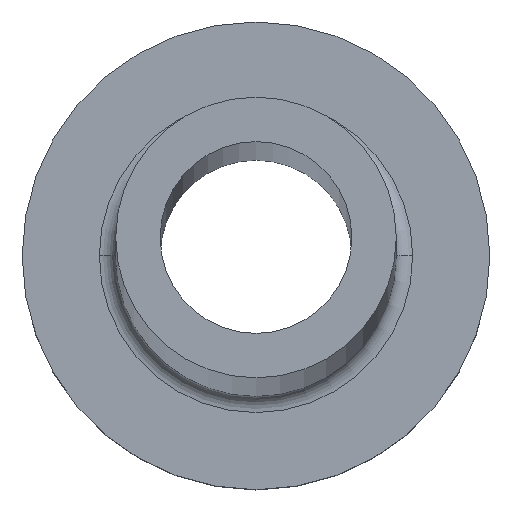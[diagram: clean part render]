
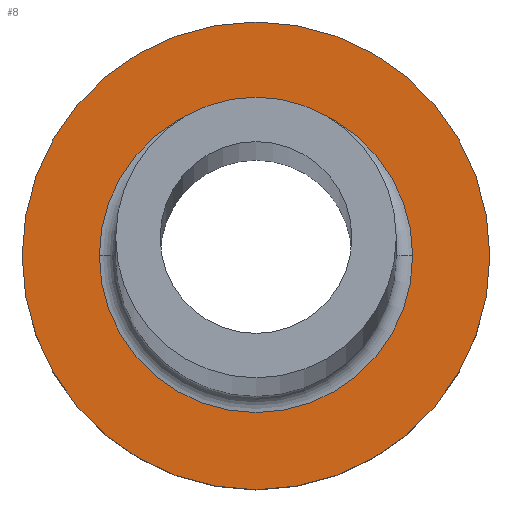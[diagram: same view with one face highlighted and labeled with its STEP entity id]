
A CAD part, top view. The second image highlights one B-rep face of the part: STEP entity #8.
In plain terms, the highlighted planar face has unit normal (0, 0, 1).
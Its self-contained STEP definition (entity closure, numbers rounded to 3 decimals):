
#3 = EDGE_CURVE ( 'NONE', #170, #352, #373, .T. ) ;
#5 = CARTESIAN_POINT ( 'NONE',  ( 6.7, 0., 7. ) ) ;
#8 = ADVANCED_FACE ( 'NONE', ( #99, #336 ), #35, .T. ) ;
#11 = DIRECTION ( 'NONE',  ( 0., 0., 1. ) ) ;
#19 = AXIS2_PLACEMENT_3D ( 'NONE', #179, #159, #272 ) ;
#34 = DIRECTION ( 'NONE',  ( 0., 0., -1. ) ) ;
#35 = PLANE ( 'NONE',  #227 ) ;
#38 = AXIS2_PLACEMENT_3D ( 'NONE', #239, #86, #120 ) ;
#48 = VERTEX_POINT ( 'NONE', #157 ) ;
#85 = ORIENTED_EDGE ( 'NONE', *, *, #185, .T. ) ;
#86 = DIRECTION ( 'NONE',  ( 0., 0., -1. ) ) ;
#92 = DIRECTION ( 'NONE',  ( 1., 0., 0. ) ) ;
#99 = FACE_BOUND ( 'NONE', #348, .T. ) ;
#102 = AXIS2_PLACEMENT_3D ( 'NONE', #277, #11, #123 ) ;
#120 = DIRECTION ( 'NONE',  ( 1., 0., 0. ) ) ;
#123 = DIRECTION ( 'NONE',  ( 1., 0., 0. ) ) ;
#127 = DIRECTION ( 'NONE',  ( 1., 0., 0. ) ) ;
#130 = CIRCLE ( 'NONE', #19, 10. ) ;
#137 = EDGE_CURVE ( 'NONE', #352, #170, #168, .T. ) ;
#157 = CARTESIAN_POINT ( 'NONE',  ( -10., 0., 7. ) ) ;
#159 = DIRECTION ( 'NONE',  ( 0., 0., 1. ) ) ;
#161 = CARTESIAN_POINT ( 'NONE',  ( 10., 0., 7. ) ) ;
#168 = CIRCLE ( 'NONE', #337, 6.7 ) ;
#170 = VERTEX_POINT ( 'NONE', #5 ) ;
#171 = EDGE_LOOP ( 'NONE', ( #85, #221 ) ) ;
#175 = EDGE_CURVE ( 'NONE', #241, #48, #130, .T. ) ;
#179 = CARTESIAN_POINT ( 'NONE',  ( 0., 0., 7. ) ) ;
#182 = CARTESIAN_POINT ( 'NONE',  ( 0., 0., 7. ) ) ;
#184 = CARTESIAN_POINT ( 'NONE',  ( 0., 0., 7. ) ) ;
#185 = EDGE_CURVE ( 'NONE', #48, #241, #306, .T. ) ;
#204 = CARTESIAN_POINT ( 'NONE',  ( -6.7, 0., 7. ) ) ;
#205 = ORIENTED_EDGE ( 'NONE', *, *, #137, .T. ) ;
#221 = ORIENTED_EDGE ( 'NONE', *, *, #175, .T. ) ;
#227 = AXIS2_PLACEMENT_3D ( 'NONE', #184, #244, #127 ) ;
#239 = CARTESIAN_POINT ( 'NONE',  ( 0., 0., 7. ) ) ;
#241 = VERTEX_POINT ( 'NONE', #161 ) ;
#244 = DIRECTION ( 'NONE',  ( 0., 0., 1. ) ) ;
#272 = DIRECTION ( 'NONE',  ( 1., 0., 0. ) ) ;
#277 = CARTESIAN_POINT ( 'NONE',  ( 0., 0., 7. ) ) ;
#306 = CIRCLE ( 'NONE', #102, 10. ) ;
#336 = FACE_OUTER_BOUND ( 'NONE', #171, .T. ) ;
#337 = AXIS2_PLACEMENT_3D ( 'NONE', #182, #34, #92 ) ;
#348 = EDGE_LOOP ( 'NONE', ( #354, #205 ) ) ;
#352 = VERTEX_POINT ( 'NONE', #204 ) ;
#354 = ORIENTED_EDGE ( 'NONE', *, *, #3, .T. ) ;
#373 = CIRCLE ( 'NONE', #38, 6.7 ) ;
